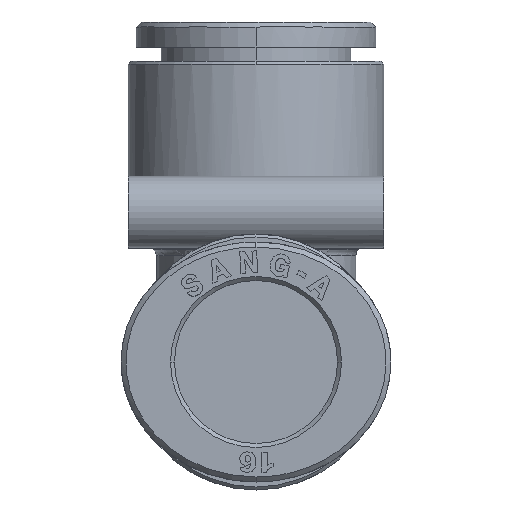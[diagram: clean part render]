
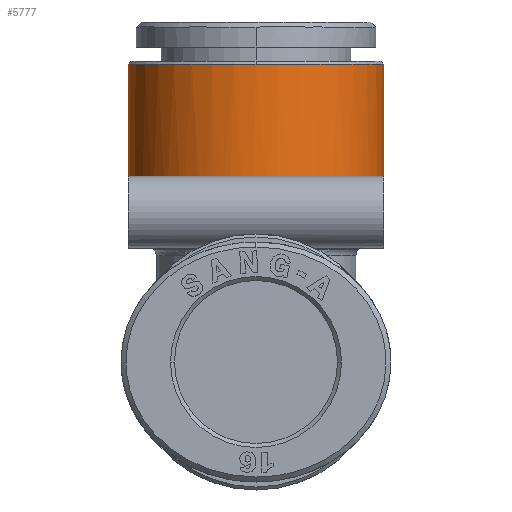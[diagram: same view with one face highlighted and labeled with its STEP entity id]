
A CAD part, left-side view. The second image highlights one B-rep face of the part: STEP entity #5777.
In plain terms, the highlighted cylindrical face has radius 12.8 mm (diameter 25.6 mm), a partial arc.
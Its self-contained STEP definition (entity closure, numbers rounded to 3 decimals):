
#228 = CARTESIAN_POINT ( 'NONE',  ( 11.951, -5.719, -14.394 ) ) ;
#291 = DIRECTION ( 'NONE',  ( 0., 0., -1. ) ) ;
#339 = VERTEX_POINT ( 'NONE', #16307 ) ;
#434 = CARTESIAN_POINT ( 'NONE',  ( 11.936, -5.749, -15.535 ) ) ;
#1031 = B_SPLINE_CURVE_WITH_KNOTS ( 'NONE', 3,
 ( #4445, #2327, #23684, #27688, #21279, #17117, #10928, #17291, #19240, #8418, #19324, #6418, #19418, #15064, #17025, #12919, #25562, #8509, #2226, #8780, #6505, #12824, #25833, #21369, #8596, #23509, #13101, #10758, #21461, #15243, #4088, #9632, #20264, #5189, #26009, #22286, #1103, #22196, #434, #13742, #3065, #8965, #8869, #17565 ),
 .UNSPECIFIED., .F., .F.,
 ( 4, 2, 2, 2, 2, 2, 2, 2, 2, 2, 2, 2, 2, 2, 2, 2, 2, 2, 2, 2, 2, 4 ),
 ( -0.015, -0.015, -0.014, -0.014, -0.013, -0.013, -0.012, -0.011, -0.01, -0.009, -0.008, -0.007, -0.005, -0.004, -0.003, -0.002, -0.002, -0.001, -0.001, 0., 0., 0.001 ),
 .UNSPECIFIED. ) ;
#1103 = CARTESIAN_POINT ( 'NONE',  ( 12.033, -5.554, -15.98 ) ) ;
#1961 = DIRECTION ( 'NONE',  ( 0., -1., 0. ) ) ;
#2226 = CARTESIAN_POINT ( 'NONE',  ( 13.1, 2.279, -17.684 ) ) ;
#2327 = CARTESIAN_POINT ( 'NONE',  ( 11.925, 5.772, -14.55 ) ) ;
#3065 = CARTESIAN_POINT ( 'NONE',  ( 11.896, -5.828, -15.041 ) ) ;
#4088 = CARTESIAN_POINT ( 'NONE',  ( 12.523, -4.401, -17.034 ) ) ;
#4133 = EDGE_CURVE ( 'NONE', #4770, #25445, #1031, .T. ) ;
#4445 = CARTESIAN_POINT ( 'NONE',  ( 11.951, 5.719, -14.394 ) ) ;
#4770 = VERTEX_POINT ( 'NONE', #18605 ) ;
#4841 = EDGE_CURVE ( 'NONE', #25445, #339, #20609, .T. ) ;
#4945 = AXIS2_PLACEMENT_3D ( 'NONE', #15958, #24221, #7239 ) ;
#5189 = CARTESIAN_POINT ( 'NONE',  ( 12.216, -5.157, -16.479 ) ) ;
#5464 = VECTOR ( 'NONE', #20747, 1000. ) ;
#5768 = CARTESIAN_POINT ( 'NONE',  ( 0.5, 12.8, -21. ) ) ;
#5777 = ADVANCED_FACE ( 'NONE', ( #10188 ), #14910, .T. ) ;
#5824 = ORIENTED_EDGE ( 'NONE', *, *, #19190, .T. ) ;
#6099 = EDGE_CURVE ( 'NONE', #27422, #8038, #10531, .T. ) ;
#6418 = CARTESIAN_POINT ( 'NONE',  ( 12.317, 4.921, -16.685 ) ) ;
#6505 = CARTESIAN_POINT ( 'NONE',  ( 13.237, 1.31, -17.8 ) ) ;
#7239 = DIRECTION ( 'NONE',  ( 0., -1., 0. ) ) ;
#7621 = CIRCLE ( 'NONE', #8016, 12.8 ) ;
#7770 = CARTESIAN_POINT ( 'NONE',  ( 13.3, 0., -29.8 ) ) ;
#8016 = AXIS2_PLACEMENT_3D ( 'NONE', #23719, #291, #15277 ) ;
#8038 = VERTEX_POINT ( 'NONE', #23896 ) ;
#8357 = CIRCLE ( 'NONE', #4945, 12.8 ) ;
#8418 = CARTESIAN_POINT ( 'NONE',  ( 12.166, 5.268, -16.365 ) ) ;
#8509 = CARTESIAN_POINT ( 'NONE',  ( 13.038, 2.596, -17.629 ) ) ;
#8596 = CARTESIAN_POINT ( 'NONE',  ( 13.249, -1.315, -17.812 ) ) ;
#8780 = CARTESIAN_POINT ( 'NONE',  ( 13.199, 1.637, -17.769 ) ) ;
#8869 = CARTESIAN_POINT ( 'NONE',  ( 11.925, -5.772, -14.55 ) ) ;
#8965 = CARTESIAN_POINT ( 'NONE',  ( 11.908, -5.805, -14.711 ) ) ;
#9632 = CARTESIAN_POINT ( 'NONE',  ( 12.369, -4.795, -16.779 ) ) ;
#10015 = CARTESIAN_POINT ( 'NONE',  ( 0.5, -12.8, -21. ) ) ;
#10188 = FACE_OUTER_BOUND ( 'NONE', #19565, .T. ) ;
#10203 = ORIENTED_EDGE ( 'NONE', *, *, #6099, .T. ) ;
#10277 = DIRECTION ( 'NONE',  ( 0., -1., 0. ) ) ;
#10452 = AXIS2_PLACEMENT_3D ( 'NONE', #18697, #12630, #1961 ) ;
#10503 = ORIENTED_EDGE ( 'NONE', *, *, #21406, .T. ) ;
#10531 = LINE ( 'NONE', #5768, #5464 ) ;
#10758 = CARTESIAN_POINT ( 'NONE',  ( 12.895, -3.212, -17.486 ) ) ;
#10928 = CARTESIAN_POINT ( 'NONE',  ( 11.963, 5.695, -15.689 ) ) ;
#11061 = DIRECTION ( 'NONE',  ( 0., 0., 1. ) ) ;
#11176 = ORIENTED_EDGE ( 'NONE', *, *, #18491, .T. ) ;
#12063 = VERTEX_POINT ( 'NONE', #7770 ) ;
#12242 = DIRECTION ( 'NONE',  ( 0., 0., 1. ) ) ;
#12630 = DIRECTION ( 'NONE',  ( 0., 0., -1. ) ) ;
#12824 = CARTESIAN_POINT ( 'NONE',  ( 13.288, 0.654, -17.84 ) ) ;
#12919 = CARTESIAN_POINT ( 'NONE',  ( 12.809, 3.524, -17.396 ) ) ;
#13101 = CARTESIAN_POINT ( 'NONE',  ( 13.04, -2.587, -17.63 ) ) ;
#13360 = ORIENTED_EDGE ( 'NONE', *, *, #4133, .T. ) ;
#13742 = CARTESIAN_POINT ( 'NONE',  ( 11.902, -5.816, -15.209 ) ) ;
#14422 = CARTESIAN_POINT ( 'NONE',  ( 0.5, 12.8, -29.8 ) ) ;
#14685 = DIRECTION ( 'NONE',  ( 0., 0., 1. ) ) ;
#14910 = CYLINDRICAL_SURFACE ( 'NONE', #22964, 12.8 ) ;
#15064 = CARTESIAN_POINT ( 'NONE',  ( 12.524, 4.399, -17.035 ) ) ;
#15243 = CARTESIAN_POINT ( 'NONE',  ( 12.625, -4.114, -17.171 ) ) ;
#15277 = DIRECTION ( 'NONE',  ( 0., -1., 0. ) ) ;
#15426 = VECTOR ( 'NONE', #12242, 1000. ) ;
#15502 = EDGE_CURVE ( 'NONE', #21413, #339, #25713, .T. ) ;
#15958 = CARTESIAN_POINT ( 'NONE',  ( 0.5, 0., -29.8 ) ) ;
#16307 = CARTESIAN_POINT ( 'NONE',  ( 0.5, -12.8, -14.394 ) ) ;
#17025 = CARTESIAN_POINT ( 'NONE',  ( 12.624, 4.117, -17.17 ) ) ;
#17117 = CARTESIAN_POINT ( 'NONE',  ( 11.936, 5.75, -15.531 ) ) ;
#17291 = CARTESIAN_POINT ( 'NONE',  ( 12.033, 5.554, -15.98 ) ) ;
#17565 = CARTESIAN_POINT ( 'NONE',  ( 11.951, -5.719, -14.394 ) ) ;
#18491 = EDGE_CURVE ( 'NONE', #8038, #4770, #7621, .T. ) ;
#18556 = CIRCLE ( 'NONE', #21656, 12.8 ) ;
#18605 = CARTESIAN_POINT ( 'NONE',  ( 11.951, 5.719, -14.394 ) ) ;
#18697 = CARTESIAN_POINT ( 'NONE',  ( 0.5, 0., -14.394 ) ) ;
#18972 = ORIENTED_EDGE ( 'NONE', *, *, #4841, .T. ) ;
#19190 = EDGE_CURVE ( 'NONE', #21413, #12063, #8357, .T. ) ;
#19240 = CARTESIAN_POINT ( 'NONE',  ( 12.075, 5.465, -16.117 ) ) ;
#19324 = CARTESIAN_POINT ( 'NONE',  ( 12.215, 5.158, -16.478 ) ) ;
#19418 = CARTESIAN_POINT ( 'NONE',  ( 12.369, 4.794, -16.78 ) ) ;
#19536 = CARTESIAN_POINT ( 'NONE',  ( 0.5, 0., -21. ) ) ;
#19565 = EDGE_LOOP ( 'NONE', ( #10503, #10203, #11176, #13360, #18972, #24423, #5824 ) ) ;
#20000 = DIRECTION ( 'NONE',  ( 0., -1., 0. ) ) ;
#20264 = CARTESIAN_POINT ( 'NONE',  ( 12.317, -4.92, -16.686 ) ) ;
#20609 = CIRCLE ( 'NONE', #10452, 12.8 ) ;
#20747 = DIRECTION ( 'NONE',  ( 0., 0., 1. ) ) ;
#21264 = CARTESIAN_POINT ( 'NONE',  ( 0.5, -12.8, -29.8 ) ) ;
#21279 = CARTESIAN_POINT ( 'NONE',  ( 11.902, 5.816, -15.209 ) ) ;
#21345 = CARTESIAN_POINT ( 'NONE',  ( 0.5, 0., -29.8 ) ) ;
#21369 = CARTESIAN_POINT ( 'NONE',  ( 13.3, -0.665, -17.849 ) ) ;
#21406 = EDGE_CURVE ( 'NONE', #12063, #27422, #18556, .T. ) ;
#21413 = VERTEX_POINT ( 'NONE', #21264 ) ;
#21461 = CARTESIAN_POINT ( 'NONE',  ( 12.81, -3.522, -17.397 ) ) ;
#21656 = AXIS2_PLACEMENT_3D ( 'NONE', #21345, #14685, #10277 ) ;
#22196 = CARTESIAN_POINT ( 'NONE',  ( 11.963, -5.696, -15.688 ) ) ;
#22286 = CARTESIAN_POINT ( 'NONE',  ( 12.075, -5.466, -16.116 ) ) ;
#22964 = AXIS2_PLACEMENT_3D ( 'NONE', #19536, #11061, #20000 ) ;
#23509 = CARTESIAN_POINT ( 'NONE',  ( 13.101, -2.271, -17.685 ) ) ;
#23684 = CARTESIAN_POINT ( 'NONE',  ( 11.908, 5.805, -14.711 ) ) ;
#23719 = CARTESIAN_POINT ( 'NONE',  ( 0.5, 0., -14.394 ) ) ;
#23896 = CARTESIAN_POINT ( 'NONE',  ( 0.5, 12.8, -14.394 ) ) ;
#24221 = DIRECTION ( 'NONE',  ( 0., 0., 1. ) ) ;
#24423 = ORIENTED_EDGE ( 'NONE', *, *, #15502, .F. ) ;
#25445 = VERTEX_POINT ( 'NONE', #228 ) ;
#25562 = CARTESIAN_POINT ( 'NONE',  ( 12.893, 3.217, -17.485 ) ) ;
#25713 = LINE ( 'NONE', #10015, #15426 ) ;
#25833 = CARTESIAN_POINT ( 'NONE',  ( 13.3, 0.325, -17.85 ) ) ;
#26009 = CARTESIAN_POINT ( 'NONE',  ( 12.166, -5.268, -16.365 ) ) ;
#27422 = VERTEX_POINT ( 'NONE', #14422 ) ;
#27688 = CARTESIAN_POINT ( 'NONE',  ( 11.896, 5.828, -15.041 ) ) ;
